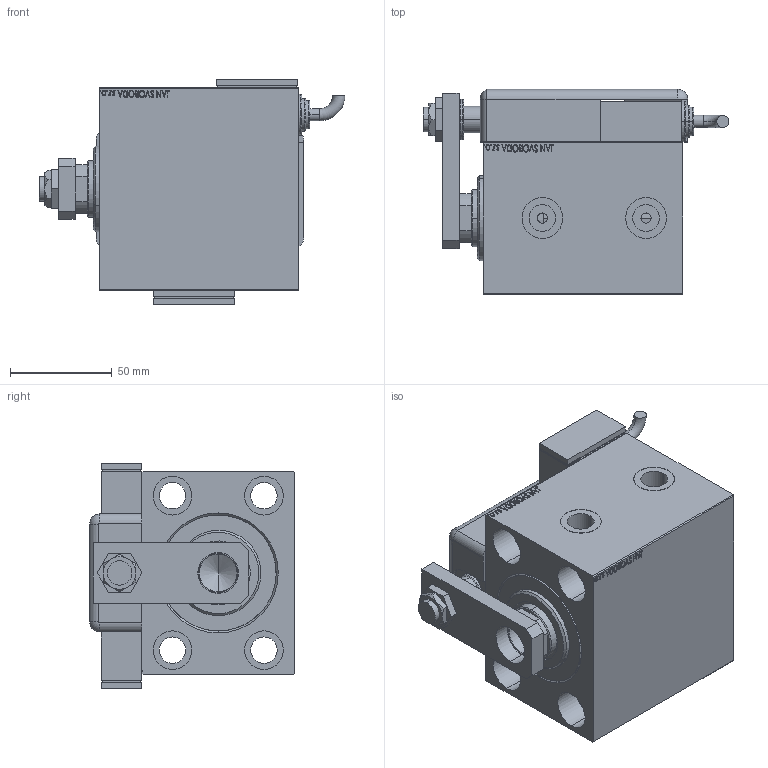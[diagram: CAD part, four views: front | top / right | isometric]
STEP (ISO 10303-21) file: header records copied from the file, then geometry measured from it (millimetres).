
FILE_DESCRIPTION (( 'STEP AP203' ), '1' );
FILE_NAME ('45db.STEP', '2021-03-19T05:49:33', ( '' ), ( '' ), 'SwSTEP 2.0', 'SolidWorks 2019', '' );
FILE_SCHEMA (( 'CONFIG_CONTROL_DESIGN' ));
Length unit declared in the file: millimetre
Products named in the file (13): 45db; NUT_D19 50687972c926d1b149564f831a1781ac; SWITCH DIM A_G 50687972c926d1b149564f831a1781ac; V450CM_C 50687972c926d1b149564f831a1781ac; TYC 50687972c926d1b149564f831a1781ac; V450CM_VC_B 50687972c926d1b149564f831a1781ac; SWITCH Q 50687972c926d1b149564f831a1781ac; NUT_D13 50687972c926d1b149564f831a1781ac; ZARAZKA_Q 50687972c926d1b149564f831a1781ac; V450CM_C_VCP 50687972c926d1b149564f831a1781ac; MAGNETIC SWITCH Q 50687972c926d1b149564f831a1781ac; SWITCH_Q_FRONT_BACK 50687972c926d1b149564f831a1781ac; KRYT 50687972c926d1b149564f831a1781ac
Assembly tree (13 placements, depth 3):
  45db
    V450CM_C 50687972c926d1b149564f831a1781ac
    V450CM_C_VCP 50687972c926d1b149564f831a1781ac
    V450CM_VC_B 50687972c926d1b149564f831a1781ac
    MAGNETIC SWITCH Q 50687972c926d1b149564f831a1781ac
      SWITCH_Q_FRONT_BACK 50687972c926d1b149564f831a1781ac
      TYC 50687972c926d1b149564f831a1781ac
      ZARAZKA_Q 50687972c926d1b149564f831a1781ac
      SWITCH DIM A_G 50687972c926d1b149564f831a1781ac
      NUT_D19 50687972c926d1b149564f831a1781ac
      NUT_D13 50687972c926d1b149564f831a1781ac
      KRYT 50687972c926d1b149564f831a1781ac
      SWITCH Q 50687972c926d1b149564f831a1781ac  x2
Bounding box: 150.46 x 100.8 x 111 mm (x, y, z)
Volume: 768587.1 mm3; surface area: 164377.2 mm2
Topology: 13 solids, 13 shells, 1266 faces, 3212 edges, 2119 vertices
Faces by surface type: plane 620, bspline 471, cylinder 129, cone 22, torus 22, sphere 2
Entity records: 60505 total; most frequent: CARTESIAN_POINT 32431, ORIENTED_EDGE 6228, DIRECTION 3976, EDGE_CURVE 3114, VERTEX_POINT 2059, VECTOR 1844, LINE 1844, EDGE_LOOP 1405
